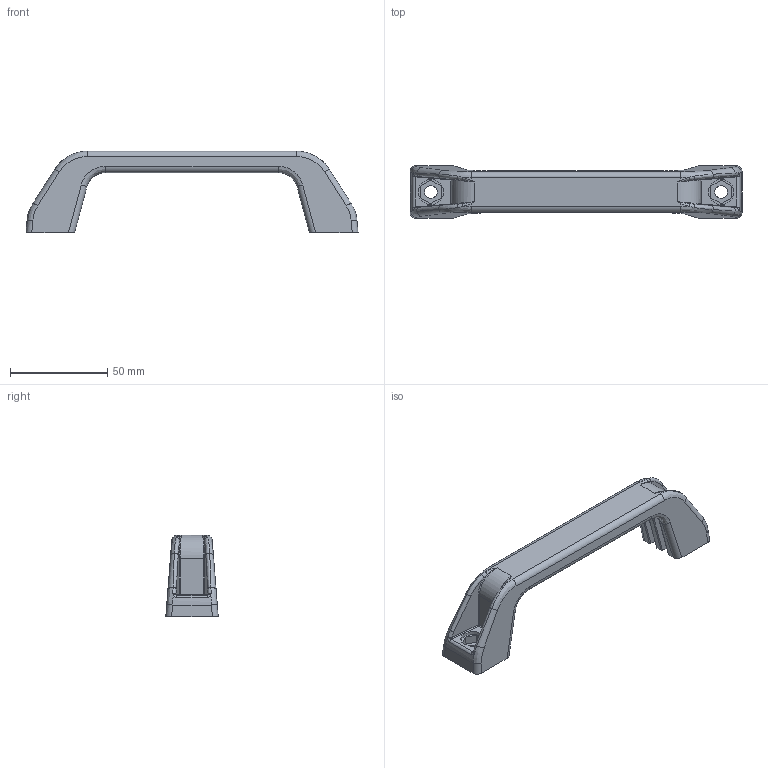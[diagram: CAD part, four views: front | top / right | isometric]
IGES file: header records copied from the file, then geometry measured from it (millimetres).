
Global section: file name: 620171.stp.ipt; native system: Autodesk Inventor 2014; preprocessor: unknown; author: zeman; date: 20151020.100100; units: millimetre
Bounding box: 171 x 27 x 42 mm (x, y, z)
Volume: 52322.1 mm3; surface area: 19478 mm2
Topology: 1 solids, 1 shells, 234 faces, 587 edges, 367 vertices
Faces by surface type: plane 88, cylinder 52, bspline 52, revolution 42
